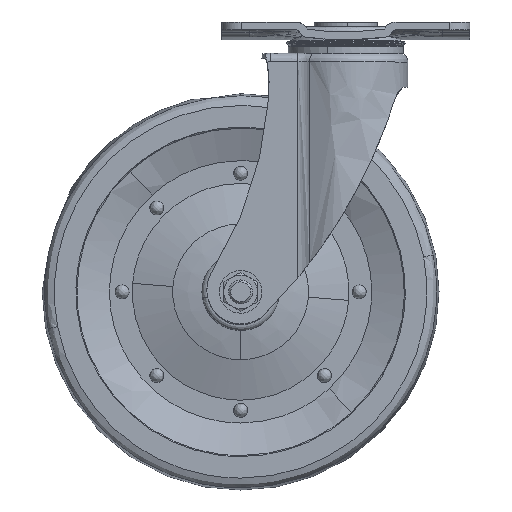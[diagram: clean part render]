
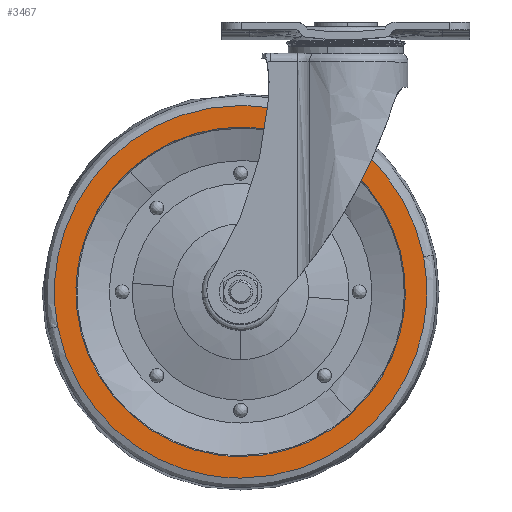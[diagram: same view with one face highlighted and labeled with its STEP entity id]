
A CAD part, front view. The second image highlights one B-rep face of the part: STEP entity #3467.
In plain terms, the highlighted free-form (B-spline) face has degree [1, 1] with [2, 2] control points.
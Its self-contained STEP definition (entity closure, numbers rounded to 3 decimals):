
#3261=CARTESIAN_POINT('',(39.226,-16.0,-118.136));
#3262=VERTEX_POINT('',#3261);
#3276=CARTESIAN_POINT('',(-53.0,-16.0,-229.618));
#3277=VERTEX_POINT('',#3276);
#3278=CARTESIAN_POINT('',(-53.0,-16.0,-229.618));
#3279=CARTESIAN_POINT('',(40.889,-16.,-229.618));
#3280=CARTESIAN_POINT('',(40.889,-16.0,-135.729));
#3281=CARTESIAN_POINT('',(40.889,-16.,-126.854));
#3282=CARTESIAN_POINT('',(39.226,-16.,-118.136));
#3290=(BOUNDED_CURVE()B_SPLINE_CURVE(2,(#3278,#3279,#3280,#3281,#3282),.UNSPECIFIED.,.F.,.U.)B_SPLINE_CURVE_WITH_KNOTS((3,2,3),(0.0,0.25,0.282),.UNSPECIFIED.)CURVE()GEOMETRIC_REPRESENTATION_ITEM()RATIONAL_B_SPLINE_CURVE((1.0,0.707,1.0,0.962,0.934))REPRESENTATION_ITEM(''));
#3291=EDGE_CURVE('',#3277,#3262,#3290,.T.);
#3293=CARTESIAN_POINT('',(-145.226,-16.0,-153.322));
#3294=VERTEX_POINT('',#3293);
#3295=CARTESIAN_POINT('',(-145.226,-16.,-153.322));
#3296=CARTESIAN_POINT('',(-130.672,-16.,-229.618));
#3297=CARTESIAN_POINT('',(-53.0,-16.0,-229.618));
#3305=(BOUNDED_CURVE()B_SPLINE_CURVE(2,(#3295,#3296,#3297),.UNSPECIFIED.,.F.,.U.)B_SPLINE_CURVE_WITH_KNOTS((3,3),(0.782,1.0),.UNSPECIFIED.)CURVE()GEOMETRIC_REPRESENTATION_ITEM()RATIONAL_B_SPLINE_CURVE((0.934,0.745,1.0))REPRESENTATION_ITEM(''));
#3306=EDGE_CURVE('',#3294,#3277,#3305,.T.);
#3355=CARTESIAN_POINT('',(-53.0,-16.0,-41.84));
#3356=VERTEX_POINT('',#3355);
#3357=CARTESIAN_POINT('',(-53.0,-16.0,-41.84));
#3358=CARTESIAN_POINT('',(-146.889,-16.,-41.84));
#3359=CARTESIAN_POINT('',(-146.889,-16.0,-135.729));
#3360=CARTESIAN_POINT('',(-146.889,-16.,-144.604));
#3361=CARTESIAN_POINT('',(-145.226,-16.,-153.322));
#3369=(BOUNDED_CURVE()B_SPLINE_CURVE(2,(#3357,#3358,#3359,#3360,#3361),.UNSPECIFIED.,.F.,.U.)B_SPLINE_CURVE_WITH_KNOTS((3,2,3),(0.5,0.75,0.782),.UNSPECIFIED.)CURVE()GEOMETRIC_REPRESENTATION_ITEM()RATIONAL_B_SPLINE_CURVE((1.0,0.707,1.0,0.962,0.934))REPRESENTATION_ITEM(''));
#3370=EDGE_CURVE('',#3356,#3294,#3369,.T.);
#3372=CARTESIAN_POINT('',(39.226,-16.,-118.136));
#3373=CARTESIAN_POINT('',(24.672,-16.,-41.84));
#3374=CARTESIAN_POINT('',(-53.0,-16.0,-41.84));
#3382=(BOUNDED_CURVE()B_SPLINE_CURVE(2,(#3372,#3373,#3374),.UNSPECIFIED.,.F.,.U.)B_SPLINE_CURVE_WITH_KNOTS((3,3),(0.282,0.5),.UNSPECIFIED.)CURVE()GEOMETRIC_REPRESENTATION_ITEM()RATIONAL_B_SPLINE_CURVE((0.934,0.745,1.0))REPRESENTATION_ITEM(''));
#3383=EDGE_CURVE('',#3262,#3356,#3382,.T.);
#3390=CARTESIAN_POINT('',(-156.26,-16.0,-32.461));
#3391=CARTESIAN_POINT('',(-156.26,-16.0,-238.998));
#3392=CARTESIAN_POINT('',(50.26,-16.0,-32.461));
#3393=CARTESIAN_POINT('',(50.26,-16.0,-238.998));
#3394=B_SPLINE_SURFACE_WITH_KNOTS('',1,1,((#3390,#3392),(#3391,#3393)),.UNSPECIFIED.,.F.,.F.,.U.,(2,2),(2,2),(0.0,206.537),(0.0,206.52),.UNSPECIFIED.);
#3395=ORIENTED_EDGE('',*,*,#3291,.T.);
#3396=ORIENTED_EDGE('',*,*,#3383,.T.);
#3397=ORIENTED_EDGE('',*,*,#3370,.T.);
#3398=ORIENTED_EDGE('',*,*,#3306,.T.);
#3399=EDGE_LOOP('',(#3395,#3396,#3397,#3398));
#3400=FACE_OUTER_BOUND('',#3399,.T.);
#3401=CARTESIAN_POINT('',(-53.0,-16.0,-52.729));
#3402=VERTEX_POINT('',#3401);
#3403=CARTESIAN_POINT('',(-135.974,-16.,-133.643));
#3404=VERTEX_POINT('',#3403);
#3405=CARTESIAN_POINT('',(-53.0,-16.0,-52.729));
#3406=CARTESIAN_POINT('',(-133.94,-16.,-52.729));
#3407=CARTESIAN_POINT('',(-135.974,-16.,-133.643));
#3415=(BOUNDED_CURVE()B_SPLINE_CURVE(2,(#3405,#3406,#3407),.UNSPECIFIED.,.F.,.U.)B_SPLINE_CURVE_WITH_KNOTS((3,3),(0.5,0.746),.UNSPECIFIED.)CURVE()GEOMETRIC_REPRESENTATION_ITEM()RATIONAL_B_SPLINE_CURVE((1.0,0.712,0.99))REPRESENTATION_ITEM(''));
#3416=EDGE_CURVE('',#3402,#3404,#3415,.T.);
#3417=ORIENTED_EDGE('',*,*,#3416,.F.);
#3418=CARTESIAN_POINT('',(29.974,-16.,-137.815));
#3419=VERTEX_POINT('',#3418);
#3420=CARTESIAN_POINT('',(29.974,-16.,-137.815));
#3421=CARTESIAN_POINT('',(30.,-16.,-136.772));
#3422=CARTESIAN_POINT('',(30.,-16.,-135.729));
#3423=CARTESIAN_POINT('',(30.,-16.0,-52.729));
#3424=CARTESIAN_POINT('',(-53.0,-16.0,-52.729));
#3432=(BOUNDED_CURVE()B_SPLINE_CURVE(2,(#3420,#3421,#3422,#3423,#3424),.UNSPECIFIED.,.F.,.U.)B_SPLINE_CURVE_WITH_KNOTS((3,2,3),(0.246,0.25,0.5),.UNSPECIFIED.)CURVE()GEOMETRIC_REPRESENTATION_ITEM()RATIONAL_B_SPLINE_CURVE((0.99,0.995,1.0,0.707,1.0))REPRESENTATION_ITEM(''));
#3433=EDGE_CURVE('',#3419,#3402,#3432,.T.);
#3434=ORIENTED_EDGE('',*,*,#3433,.F.);
#3435=CARTESIAN_POINT('',(-53.0,-16.0,-218.729));
#3436=VERTEX_POINT('',#3435);
#3437=CARTESIAN_POINT('',(-53.0,-16.0,-218.729));
#3438=CARTESIAN_POINT('',(27.94,-16.,-218.729));
#3439=CARTESIAN_POINT('',(29.974,-16.,-137.815));
#3447=(BOUNDED_CURVE()B_SPLINE_CURVE(2,(#3437,#3438,#3439),.UNSPECIFIED.,.F.,.U.)B_SPLINE_CURVE_WITH_KNOTS((3,3),(0.0,0.246),.UNSPECIFIED.)CURVE()GEOMETRIC_REPRESENTATION_ITEM()RATIONAL_B_SPLINE_CURVE((1.0,0.712,0.99))REPRESENTATION_ITEM(''));
#3448=EDGE_CURVE('',#3436,#3419,#3447,.T.);
#3449=ORIENTED_EDGE('',*,*,#3448,.F.);
#3450=CARTESIAN_POINT('',(-135.974,-16.,-133.643));
#3451=CARTESIAN_POINT('',(-136.,-16.,-134.686));
#3452=CARTESIAN_POINT('',(-136.,-16.,-135.729));
#3453=CARTESIAN_POINT('',(-136.,-16.0,-218.729));
#3454=CARTESIAN_POINT('',(-53.0,-16.0,-218.729));
#3462=(BOUNDED_CURVE()B_SPLINE_CURVE(2,(#3450,#3451,#3452,#3453,#3454),.UNSPECIFIED.,.F.,.U.)B_SPLINE_CURVE_WITH_KNOTS((3,2,3),(0.746,0.75,1.0),.UNSPECIFIED.)CURVE()GEOMETRIC_REPRESENTATION_ITEM()RATIONAL_B_SPLINE_CURVE((0.99,0.995,1.0,0.707,1.0))REPRESENTATION_ITEM(''));
#3463=EDGE_CURVE('',#3404,#3436,#3462,.T.);
#3464=ORIENTED_EDGE('',*,*,#3463,.F.);
#3465=EDGE_LOOP('',(#3417,#3434,#3449,#3464));
#3466=FACE_BOUND('',#3465,.T.);
#3467=ADVANCED_FACE('',(#3400,#3466),#3394,.T.);
